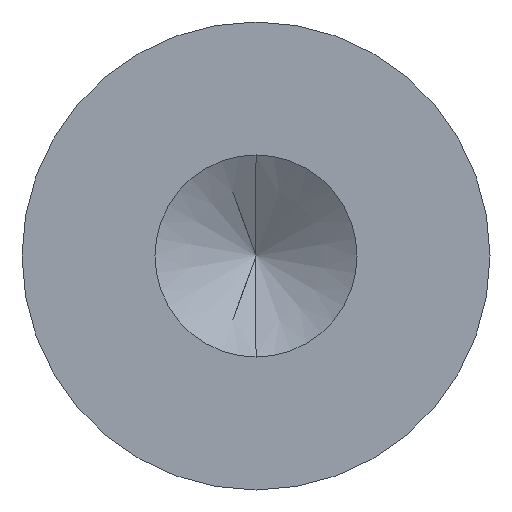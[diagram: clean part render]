
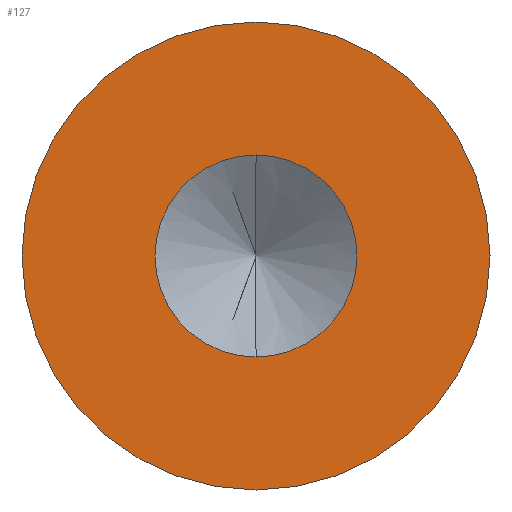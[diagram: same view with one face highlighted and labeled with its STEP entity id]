
A CAD part, front view. The second image highlights one B-rep face of the part: STEP entity #127.
In plain terms, the highlighted planar face has unit normal (0, -1, 0).
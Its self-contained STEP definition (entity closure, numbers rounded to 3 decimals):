
#14 = VERTEX_POINT ( 'NONE', #23 ) ;
#16 = CARTESIAN_POINT ( 'NONE',  ( 0., 0., 0. ) ) ;
#20 = FACE_BOUND ( 'NONE', #326, .T. ) ;
#23 = CARTESIAN_POINT ( 'NONE',  ( 0., 0., -4. ) ) ;
#31 = ORIENTED_EDGE ( 'NONE', *, *, #62, .F. ) ;
#32 = AXIS2_PLACEMENT_3D ( 'NONE', #308, #185, #152 ) ;
#62 = EDGE_CURVE ( 'NONE', #83, #147, #146, .T. ) ;
#67 = CARTESIAN_POINT ( 'NONE',  ( 0., 0., 0. ) ) ;
#83 = VERTEX_POINT ( 'NONE', #107 ) ;
#100 = CIRCLE ( 'NONE', #377, 4. ) ;
#107 = CARTESIAN_POINT ( 'NONE',  ( 0., 0., -1.727 ) ) ;
#123 = AXIS2_PLACEMENT_3D ( 'NONE', #67, #178, #176 ) ;
#127 = ADVANCED_FACE ( 'NONE', ( #20, #241 ), #352, .F. ) ;
#142 = VERTEX_POINT ( 'NONE', #250 ) ;
#146 = CIRCLE ( 'NONE', #343, 1.727 ) ;
#147 = VERTEX_POINT ( 'NONE', #214 ) ;
#150 = DIRECTION ( 'NONE',  ( 0., 0., 1. ) ) ;
#152 = DIRECTION ( 'NONE',  ( 0., 0., 1. ) ) ;
#154 = EDGE_CURVE ( 'NONE', #142, #14, #100, .T. ) ;
#160 = CARTESIAN_POINT ( 'NONE',  ( 0., 0., 0. ) ) ;
#171 = ORIENTED_EDGE ( 'NONE', *, *, #217, .F. ) ;
#176 = DIRECTION ( 'NONE',  ( 0., 0., -1. ) ) ;
#178 = DIRECTION ( 'NONE',  ( 0., -1., 0. ) ) ;
#185 = DIRECTION ( 'NONE',  ( 0., 1., 0. ) ) ;
#191 = DIRECTION ( 'NONE',  ( 0., 0., -1. ) ) ;
#214 = CARTESIAN_POINT ( 'NONE',  ( 0., 0., 1.727 ) ) ;
#216 = DIRECTION ( 'NONE',  ( 0., 1., 0. ) ) ;
#217 = EDGE_CURVE ( 'NONE', #14, #142, #334, .T. ) ;
#218 = CIRCLE ( 'NONE', #123, 1.727 ) ;
#241 = FACE_OUTER_BOUND ( 'NONE', #322, .T. ) ;
#250 = CARTESIAN_POINT ( 'NONE',  ( 0., 0., 4. ) ) ;
#260 = EDGE_CURVE ( 'NONE', #147, #83, #218, .T. ) ;
#274 = DIRECTION ( 'NONE',  ( 0., 0., 1. ) ) ;
#276 = DIRECTION ( 'NONE',  ( 0., 1., 0. ) ) ;
#300 = ORIENTED_EDGE ( 'NONE', *, *, #260, .F. ) ;
#308 = CARTESIAN_POINT ( 'NONE',  ( 0., 0., 0. ) ) ;
#314 = CARTESIAN_POINT ( 'NONE',  ( 0., 0., 0. ) ) ;
#322 = EDGE_LOOP ( 'NONE', ( #171, #357 ) ) ;
#326 = EDGE_LOOP ( 'NONE', ( #31, #300 ) ) ;
#334 = CIRCLE ( 'NONE', #32, 4. ) ;
#337 = AXIS2_PLACEMENT_3D ( 'NONE', #16, #276, #150 ) ;
#343 = AXIS2_PLACEMENT_3D ( 'NONE', #160, #379, #191 ) ;
#352 = PLANE ( 'NONE',  #337 ) ;
#357 = ORIENTED_EDGE ( 'NONE', *, *, #154, .F. ) ;
#377 = AXIS2_PLACEMENT_3D ( 'NONE', #314, #216, #274 ) ;
#379 = DIRECTION ( 'NONE',  ( 0., -1., 0. ) ) ;
